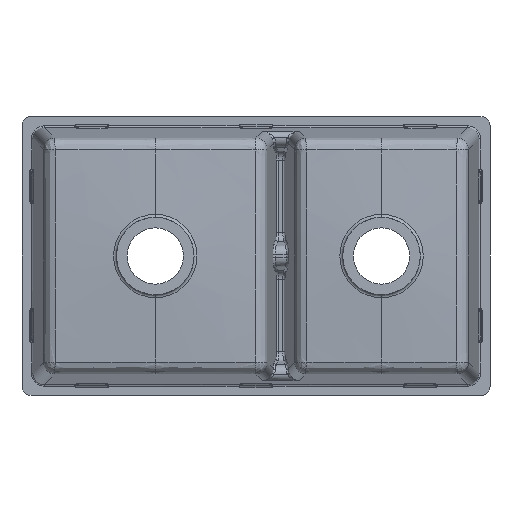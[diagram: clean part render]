
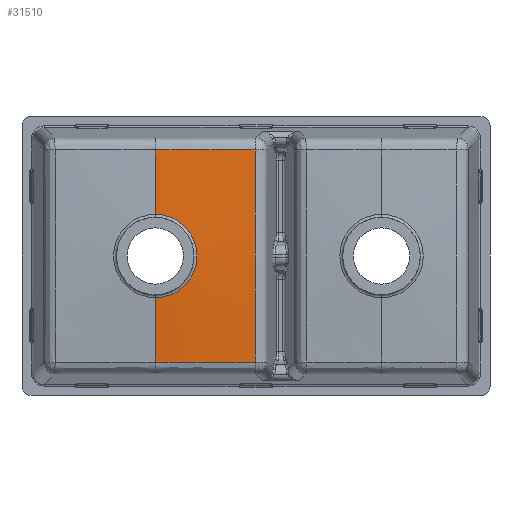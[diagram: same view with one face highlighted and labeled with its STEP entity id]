
A CAD part, front view. The second image highlights one B-rep face of the part: STEP entity #31510.
In plain terms, the highlighted conical face has half-angle 87 degrees and reference radius 151.058 mm.
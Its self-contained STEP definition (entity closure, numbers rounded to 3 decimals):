
#8980=CARTESIAN_POINT('',(-41.509,-221.713,
-171.036));
#8981=CARTESIAN_POINT('',(-41.515,-221.927,
-165.437));
#8982=CARTESIAN_POINT('',(-41.526,-222.335,
-154.499));
#8983=CARTESIAN_POINT('',(-41.537,-222.889,
-138.836));
#8984=CARTESIAN_POINT('',(-41.543,-223.385,
-123.873));
#8985=CARTESIAN_POINT('',(-41.546,-223.816,
-109.87));
#8986=CARTESIAN_POINT('',(-41.546,-224.191,
-96.606));
#8987=CARTESIAN_POINT('',(-41.543,-224.522,
-83.696));
#8988=CARTESIAN_POINT('',(-41.539,-224.811,
-70.948));
#8989=CARTESIAN_POINT('',(-41.534,-225.056,
-58.422));
#8990=CARTESIAN_POINT('',(-41.529,-225.254,
-46.19));
#8991=CARTESIAN_POINT('',(-41.525,-225.406,
-34.194));
#8992=CARTESIAN_POINT('',(-41.521,-225.513,
-22.321));
#8993=CARTESIAN_POINT('',(-41.519,-225.576,
-10.479));
#8994=CARTESIAN_POINT('',(-41.518,-225.594,
1.365));
#8995=CARTESIAN_POINT('',(-41.519,-225.566,
13.204));
#8996=CARTESIAN_POINT('',(-41.522,-225.492,
25.095));
#8997=CARTESIAN_POINT('',(-41.526,-225.372,
37.185));
#8998=CARTESIAN_POINT('',(-41.531,-225.204,
49.559));
#8999=CARTESIAN_POINT('',(-41.536,-224.987,
62.168));
#9000=CARTESIAN_POINT('',(-41.541,-224.723,
75.052));
#9001=CARTESIAN_POINT('',(-41.544,-224.403,
88.528));
#9002=CARTESIAN_POINT('',(-41.546,-224.017,
102.954));
#9003=CARTESIAN_POINT('',(-41.545,-223.56,
118.343));
#9004=CARTESIAN_POINT('',(-41.539,-223.038,
134.492));
#9005=CARTESIAN_POINT('',(-41.528,-222.425,
152.077));
#9006=CARTESIAN_POINT('',(-41.517,-221.961,
164.565));
#9007=CARTESIAN_POINT('',(-41.509,-221.713,
171.037));
#9009=CARTESIAN_POINT('',(-202.5,-225.06,-171.027));
#9010=CARTESIAN_POINT('',(-193.976,-225.06,
-171.027));
#9011=CARTESIAN_POINT('',(-177.846,-224.995,
-171.025));
#9012=CARTESIAN_POINT('',(-154.945,-224.742,
-171.019));
#9013=CARTESIAN_POINT('',(-134.813,-224.399,
-171.013));
#9014=CARTESIAN_POINT('',(-116.601,-224.005,
-171.009));
#9015=CARTESIAN_POINT('',(-100.399,-223.593,
-171.008));
#9016=CARTESIAN_POINT('',(-84.31,-223.137,
-171.01));
#9017=CARTESIAN_POINT('',(-68.055,-222.629,
-171.016));
#9018=CARTESIAN_POINT('',(-53.765,-222.149,
-171.025));
#9019=CARTESIAN_POINT('',(-45.379,-221.853,
-171.033));
#9020=CARTESIAN_POINT('',(-41.509,-221.713,
-171.036));
#9022=CARTESIAN_POINT('',(-202.5,-230.5,0.));
#9023=DIRECTION('',(0.,-1.,0.));
#9024=DIRECTION('',(0.,0.,-1.));
#9025=AXIS2_PLACEMENT_3D('',#9022,#9023,#9024);
#9027=CARTESIAN_POINT('',(-202.5,-225.06,171.027));
#9028=CARTESIAN_POINT('',(-194.047,-225.06,
171.027));
#9029=CARTESIAN_POINT('',(-178.051,-224.996,
171.026));
#9030=CARTESIAN_POINT('',(-155.432,-224.748,
171.019));
#9031=CARTESIAN_POINT('',(-135.424,-224.411,
171.013));
#9032=CARTESIAN_POINT('',(-117.315,-224.021,
171.009));
#9033=CARTESIAN_POINT('',(-101.158,-223.614,
171.008));
#9034=CARTESIAN_POINT('',(-85.215,-223.163,
171.01));
#9035=CARTESIAN_POINT('',(-68.868,-222.655,
171.016));
#9036=CARTESIAN_POINT('',(-54.158,-222.163,
171.024));
#9037=CARTESIAN_POINT('',(-45.518,-221.858,
171.033));
#9038=CARTESIAN_POINT('',(-41.509,-221.713,
171.037));
#9116=DIRECTION('',(0.,-0.052,-0.999));
#9117=VECTOR('',#9116,103.941);
#9118=CARTESIAN_POINT('',(-202.5,-225.06,171.027));
#9119=LINE('',#9118,#9117);
#9125=DIRECTION('',(0.,0.052,-0.999));
#9126=VECTOR('',#9125,103.941);
#9127=CARTESIAN_POINT('',(-202.5,-230.5,-67.228));
#9128=LINE('',#9127,#9126);
#9972=CARTESIAN_POINT('',(-202.5,-230.5,67.228));
#9973=CARTESIAN_POINT('',(-202.5,-230.5,-67.228));
#9974=VERTEX_POINT('',#9972);
#9975=VERTEX_POINT('',#9973);
#10038=VERTEX_POINT('',#8980);
#10039=VERTEX_POINT('',#9007);
#10042=VERTEX_POINT('',#9009);
#10048=VERTEX_POINT('',#9027);
#31492=CARTESIAN_POINT('',(-202.5,-226.107,0.));
#31493=DIRECTION('',(0.,1.,0.));
#31494=DIRECTION('',(0.,0.,1.));
#31495=AXIS2_PLACEMENT_3D('',#31492,#31493,#31494);
#31496=CONICAL_SURFACE('',#31495,151.058,87.);
#31498=ORIENTED_EDGE('',*,*,#31497,.F.);
#31500=ORIENTED_EDGE('',*,*,#31499,.F.);
#31502=ORIENTED_EDGE('',*,*,#31501,.F.);
#31504=ORIENTED_EDGE('',*,*,#31503,.T.);
#31506=ORIENTED_EDGE('',*,*,#31505,.F.);
#31507=ORIENTED_EDGE('',*,*,#31483,.T.);
#31508=EDGE_LOOP('',(#31498,#31500,#31502,#31504,#31506,#31507));
#31509=FACE_OUTER_BOUND('',#31508,.F.);
#31510=ADVANCED_FACE('',(#31509),#31496,.T.);
#9008=B_SPLINE_CURVE_WITH_KNOTS('',3,(#8980,#8981,#8982,#8983,#8984,#8985,#8986,
#8987,#8988,#8989,#8990,#8991,#8992,#8993,#8994,#8995,#8996,#8997,#8998,#8999,
#9000,#9001,#9002,#9003,#9004,#9005,#9006,#9007),.UNSPECIFIED.,.F.,.F.,(4,1,1,1,
1,1,1,1,1,1,1,1,1,1,1,1,1,1,1,1,1,1,1,1,1,4),(0.,0.04,0.08,0.12,0.16,
0.2,0.24,0.28,0.32,0.36,0.4,0.44,0.48,0.52,0.56,0.6,
0.64,0.68,0.72,0.76,0.8,0.84,0.88,0.92,0.96,1.),
.UNSPECIFIED.);
#9021=B_SPLINE_CURVE_WITH_KNOTS('',3,(#9009,#9010,#9011,#9012,#9013,#9014,#9015,
#9016,#9017,#9018,#9019,#9020),.UNSPECIFIED.,.F.,.F.,(4,1,1,1,1,1,1,1,1,4),
(0.,0.111,0.222,0.333,0.444,
0.556,0.667,0.778,0.889,1.),
.UNSPECIFIED.);
#9026=CIRCLE('',#9025,67.228);
#9039=B_SPLINE_CURVE_WITH_KNOTS('',3,(#9027,#9028,#9029,#9030,#9031,#9032,#9033,
#9034,#9035,#9036,#9037,#9038),.UNSPECIFIED.,.F.,.F.,(4,1,1,1,1,1,1,1,1,4),
(0.,0.111,0.222,0.333,0.444,
0.556,0.667,0.778,0.889,1.),
.UNSPECIFIED.);
#31483=EDGE_CURVE('',#10048,#10039,#9039,.T.);
#31497=EDGE_CURVE('',#10038,#10039,#9008,.T.);
#31499=EDGE_CURVE('',#10042,#10038,#9021,.T.);
#31501=EDGE_CURVE('',#9975,#10042,#9128,.T.);
#31503=EDGE_CURVE('',#9975,#9974,#9026,.T.);
#31505=EDGE_CURVE('',#10048,#9974,#9119,.T.);
